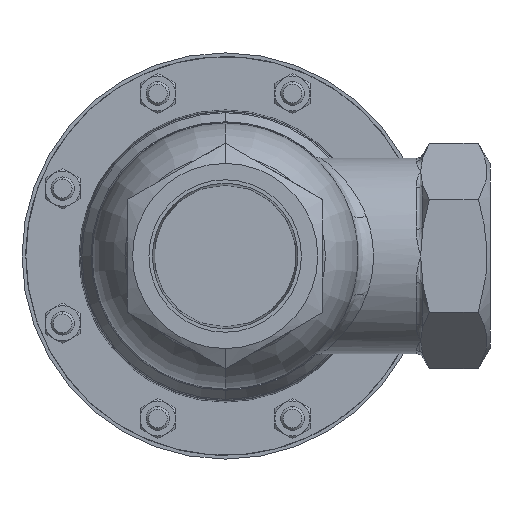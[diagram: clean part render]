
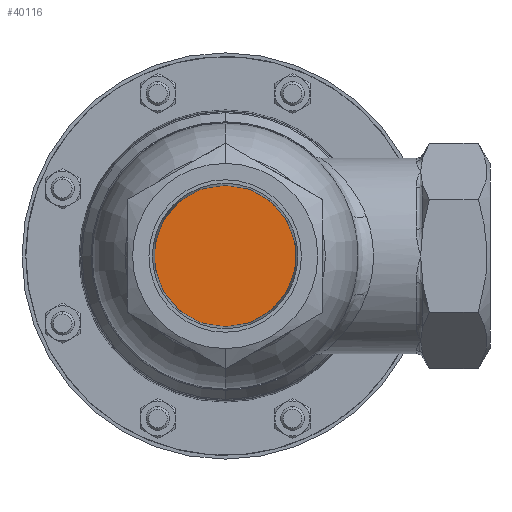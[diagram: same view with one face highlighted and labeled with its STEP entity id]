
A CAD part, front view. The second image highlights one B-rep face of the part: STEP entity #40116.
In plain terms, the highlighted planar face has unit normal (0, -1, 0).
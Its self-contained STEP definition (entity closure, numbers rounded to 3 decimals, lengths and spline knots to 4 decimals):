
#590 = CARTESIAN_POINT ( 'NONE',  ( 0., 1.2397, 1.132 ) ) ;
#1551 = EDGE_CURVE ( 'NONE', #29452, #30570, #51888, .T. ) ;
#3745 = EDGE_LOOP ( 'NONE', ( #50562, #41871 ) ) ;
#16304 = FACE_OUTER_BOUND ( 'NONE', #3745, .T. ) ;
#17757 = DIRECTION ( 'NONE',  ( 0., 0., 1. ) ) ;
#18368 = CARTESIAN_POINT ( 'NONE',  ( 0., 1.2397, 0. ) ) ;
#18996 = DIRECTION ( 'NONE',  ( 0., -1., 0. ) ) ;
#20710 = DIRECTION ( 'NONE',  ( 0., 0., 1. ) ) ;
#28141 = DIRECTION ( 'NONE',  ( 0., -1., 0. ) ) ;
#29452 = VERTEX_POINT ( 'NONE', #590 ) ;
#30570 = VERTEX_POINT ( 'NONE', #37962 ) ;
#33561 = CARTESIAN_POINT ( 'NONE',  ( 0., 1.2397, 0. ) ) ;
#37924 = PLANE ( 'NONE',  #50002 ) ;
#37962 = CARTESIAN_POINT ( 'NONE',  ( 0., 1.2397, -1.132 ) ) ;
#40116 = ADVANCED_FACE ( 'NONE', ( #16304 ), #37924, .F. ) ;
#41871 = ORIENTED_EDGE ( 'NONE', *, *, #1551, .T. ) ;
#44950 = CARTESIAN_POINT ( 'NONE',  ( 0., 1.2397, 0. ) ) ;
#45761 = EDGE_CURVE ( 'NONE', #30570, #29452, #47964, .T. ) ;
#46581 = DIRECTION ( 'NONE',  ( 0., 1., 0. ) ) ;
#47964 = CIRCLE ( 'NONE', #48091, 1.132 ) ;
#48091 = AXIS2_PLACEMENT_3D ( 'NONE', #44950, #18996, #49249 ) ;
#49249 = DIRECTION ( 'NONE',  ( 0., 0., 1. ) ) ;
#50002 = AXIS2_PLACEMENT_3D ( 'NONE', #33561, #46581, #20710 ) ;
#50562 = ORIENTED_EDGE ( 'NONE', *, *, #45761, .T. ) ;
#51888 = CIRCLE ( 'NONE', #54658, 1.132 ) ;
#54658 = AXIS2_PLACEMENT_3D ( 'NONE', #18368, #28141, #17757 ) ;
